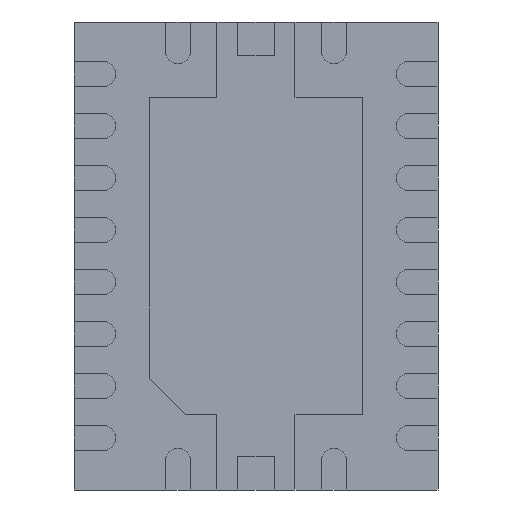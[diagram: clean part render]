
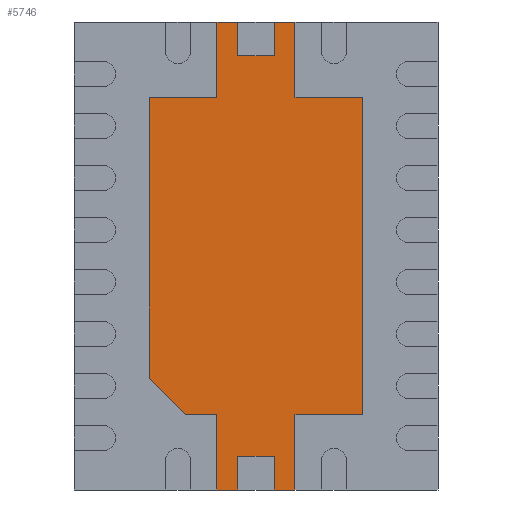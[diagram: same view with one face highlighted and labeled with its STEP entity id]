
A CAD part, front view. The second image highlights one B-rep face of the part: STEP entity #5746.
In plain terms, the highlighted planar face has unit normal (0, -1, 0).
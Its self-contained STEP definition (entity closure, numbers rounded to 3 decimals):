
#4957=DIRECTION('',(1.,0.,0.));
#4958=VECTOR('',#4957,0.35);
#4959=CARTESIAN_POINT('',(-0.175,0.,-1.925));
#4960=LINE('',#4959,#4958);
#4964=DIRECTION('',(0.,0.,1.));
#4965=VECTOR('',#4964,0.325);
#4966=CARTESIAN_POINT('',(0.175,0.,1.925));
#4967=LINE('',#4966,#4965);
#4971=DIRECTION('',(1.,0.,0.));
#4972=VECTOR('',#4971,0.2);
#4973=CARTESIAN_POINT('',(0.175,0.,2.25));
#4974=LINE('',#4973,#4972);
#4978=DIRECTION('',(0.,0.,-1.));
#4979=VECTOR('',#4978,0.725);
#4980=CARTESIAN_POINT('',(0.375,0.,2.25));
#4981=LINE('',#4980,#4979);
#4985=DIRECTION('',(-1.,0.,0.));
#4986=VECTOR('',#4985,0.65);
#4987=CARTESIAN_POINT('',(1.025,0.,1.525));
#4988=LINE('',#4987,#4986);
#4992=DIRECTION('',(0.,0.,1.));
#4993=VECTOR('',#4992,3.05);
#4994=CARTESIAN_POINT('',(1.025,0.,-1.525));
#4995=LINE('',#4994,#4993);
#4999=DIRECTION('',(1.,0.,0.));
#5000=VECTOR('',#4999,0.65);
#5001=CARTESIAN_POINT('',(0.375,0.,-1.525));
#5002=LINE('',#5001,#5000);
#5006=DIRECTION('',(0.,0.,1.));
#5007=VECTOR('',#5006,0.725);
#5008=CARTESIAN_POINT('',(0.375,0.,-2.25));
#5009=LINE('',#5008,#5007);
#5013=DIRECTION('',(1.,0.,0.));
#5014=VECTOR('',#5013,0.2);
#5015=CARTESIAN_POINT('',(0.175,0.,-2.25));
#5016=LINE('',#5015,#5014);
#5020=DIRECTION('',(0.,0.,-1.));
#5021=VECTOR('',#5020,0.325);
#5022=CARTESIAN_POINT('',(0.175,0.,-1.925));
#5023=LINE('',#5022,#5021);
#5027=DIRECTION('',(0.,0.,-1.));
#5028=VECTOR('',#5027,0.325);
#5029=CARTESIAN_POINT('',(-0.175,0.,-1.925));
#5030=LINE('',#5029,#5028);
#5034=DIRECTION('',(-1.,0.,0.));
#5035=VECTOR('',#5034,0.2);
#5036=CARTESIAN_POINT('',(-0.175,0.,-2.25));
#5037=LINE('',#5036,#5035);
#5041=DIRECTION('',(0.,0.,1.));
#5042=VECTOR('',#5041,0.725);
#5043=CARTESIAN_POINT('',(-0.375,0.,-2.25));
#5044=LINE('',#5043,#5042);
#5048=DIRECTION('',(1.,0.,0.));
#5049=VECTOR('',#5048,0.3);
#5050=CARTESIAN_POINT('',(-0.675,0.,-1.525));
#5051=LINE('',#5050,#5049);
#5055=DIRECTION('',(0.707,0.,-0.707));
#5056=VECTOR('',#5055,0.495);
#5057=CARTESIAN_POINT('',(-1.025,0.,-1.175));
#5058=LINE('',#5057,#5056);
#5062=DIRECTION('',(0.,0.,-1.));
#5063=VECTOR('',#5062,2.7);
#5064=CARTESIAN_POINT('',(-1.025,0.,1.525));
#5065=LINE('',#5064,#5063);
#5069=DIRECTION('',(-1.,0.,0.));
#5070=VECTOR('',#5069,0.65);
#5071=CARTESIAN_POINT('',(-0.375,0.,1.525));
#5072=LINE('',#5071,#5070);
#5076=DIRECTION('',(0.,0.,-1.));
#5077=VECTOR('',#5076,0.725);
#5078=CARTESIAN_POINT('',(-0.375,0.,2.25));
#5079=LINE('',#5078,#5077);
#5083=DIRECTION('',(-1.,0.,0.));
#5084=VECTOR('',#5083,0.2);
#5085=CARTESIAN_POINT('',(-0.175,0.,2.25));
#5086=LINE('',#5085,#5084);
#5090=DIRECTION('',(0.,0.,1.));
#5091=VECTOR('',#5090,0.325);
#5092=CARTESIAN_POINT('',(-0.175,0.,1.925));
#5093=LINE('',#5092,#5091);
#5097=DIRECTION('',(-1.,0.,0.));
#5098=VECTOR('',#5097,0.35);
#5099=CARTESIAN_POINT('',(0.175,0.,1.925));
#5100=LINE('',#5099,#5098);
#5582=CARTESIAN_POINT('',(1.025,0.,-1.525));
#5583=CARTESIAN_POINT('',(1.025,0.,1.525));
#5584=VERTEX_POINT('',#5582);
#5585=VERTEX_POINT('',#5583);
#5591=CARTESIAN_POINT('',(-1.025,0.,1.525));
#5593=VERTEX_POINT('',#5591);
#5594=CARTESIAN_POINT('',(-1.025,0.,-1.175));
#5596=VERTEX_POINT('',#5594);
#5598=CARTESIAN_POINT('',(-0.675,0.,-1.525));
#5599=VERTEX_POINT('',#5598);
#5602=CARTESIAN_POINT('',(-0.175,0.,-1.925));
#5603=CARTESIAN_POINT('',(-0.175,0.,-2.25));
#5604=VERTEX_POINT('',#5602);
#5605=VERTEX_POINT('',#5603);
#5606=CARTESIAN_POINT('',(-0.375,0.,-2.25));
#5607=VERTEX_POINT('',#5606);
#5620=CARTESIAN_POINT('',(-0.375,0.,-1.525));
#5621=VERTEX_POINT('',#5620);
#5622=CARTESIAN_POINT('',(0.175,0.,-1.925));
#5623=CARTESIAN_POINT('',(0.175,0.,-2.25));
#5624=VERTEX_POINT('',#5622);
#5625=VERTEX_POINT('',#5623);
#5626=CARTESIAN_POINT('',(0.375,0.,-2.25));
#5627=VERTEX_POINT('',#5626);
#5634=CARTESIAN_POINT('',(0.375,0.,-1.525));
#5635=VERTEX_POINT('',#5634);
#5642=CARTESIAN_POINT('',(-0.175,0.,1.925));
#5643=CARTESIAN_POINT('',(-0.175,0.,2.25));
#5644=VERTEX_POINT('',#5642);
#5645=VERTEX_POINT('',#5643);
#5646=CARTESIAN_POINT('',(-0.375,0.,2.25));
#5647=VERTEX_POINT('',#5646);
#5654=CARTESIAN_POINT('',(-0.375,0.,1.525));
#5655=VERTEX_POINT('',#5654);
#5658=CARTESIAN_POINT('',(0.175,0.,1.925));
#5659=CARTESIAN_POINT('',(0.175,0.,2.25));
#5660=VERTEX_POINT('',#5658);
#5661=VERTEX_POINT('',#5659);
#5662=CARTESIAN_POINT('',(0.375,0.,2.25));
#5663=VERTEX_POINT('',#5662);
#5670=CARTESIAN_POINT('',(0.375,0.,1.525));
#5671=VERTEX_POINT('',#5670);
#5698=CARTESIAN_POINT('',(0.,0.,0.));
#5699=DIRECTION('',(0.,-1.,0.));
#5700=DIRECTION('',(-1.,0.,0.));
#5701=AXIS2_PLACEMENT_3D('',#5698,#5699,#5700);
#5702=PLANE('',#5701);
#5704=ORIENTED_EDGE('',*,*,#5703,.F.);
#5706=ORIENTED_EDGE('',*,*,#5705,.T.);
#5708=ORIENTED_EDGE('',*,*,#5707,.T.);
#5710=ORIENTED_EDGE('',*,*,#5709,.T.);
#5712=ORIENTED_EDGE('',*,*,#5711,.F.);
#5714=ORIENTED_EDGE('',*,*,#5713,.F.);
#5716=ORIENTED_EDGE('',*,*,#5715,.F.);
#5718=ORIENTED_EDGE('',*,*,#5717,.F.);
#5720=ORIENTED_EDGE('',*,*,#5719,.F.);
#5722=ORIENTED_EDGE('',*,*,#5721,.F.);
#5723=ORIENTED_EDGE('',*,*,#5687,.F.);
#5725=ORIENTED_EDGE('',*,*,#5724,.T.);
#5727=ORIENTED_EDGE('',*,*,#5726,.T.);
#5729=ORIENTED_EDGE('',*,*,#5728,.T.);
#5731=ORIENTED_EDGE('',*,*,#5730,.F.);
#5733=ORIENTED_EDGE('',*,*,#5732,.F.);
#5735=ORIENTED_EDGE('',*,*,#5734,.F.);
#5737=ORIENTED_EDGE('',*,*,#5736,.F.);
#5739=ORIENTED_EDGE('',*,*,#5738,.F.);
#5741=ORIENTED_EDGE('',*,*,#5740,.F.);
#5743=ORIENTED_EDGE('',*,*,#5742,.F.);
#5744=EDGE_LOOP('',(#5704,#5706,#5708,#5710,#5712,#5714,#5716,#5718,#5720,#5722,
#5723,#5725,#5727,#5729,#5731,#5733,#5735,#5737,#5739,#5741,#5743));
#5745=FACE_OUTER_BOUND('',#5744,.F.);
#5746=ADVANCED_FACE('',(#5745),#5702,.T.);
#5687=EDGE_CURVE('',#5604,#5624,#4960,.T.);
#5703=EDGE_CURVE('',#5660,#5644,#5100,.T.);
#5705=EDGE_CURVE('',#5660,#5661,#4967,.T.);
#5707=EDGE_CURVE('',#5661,#5663,#4974,.T.);
#5709=EDGE_CURVE('',#5663,#5671,#4981,.T.);
#5711=EDGE_CURVE('',#5585,#5671,#4988,.T.);
#5713=EDGE_CURVE('',#5584,#5585,#4995,.T.);
#5715=EDGE_CURVE('',#5635,#5584,#5002,.T.);
#5717=EDGE_CURVE('',#5627,#5635,#5009,.T.);
#5719=EDGE_CURVE('',#5625,#5627,#5016,.T.);
#5721=EDGE_CURVE('',#5624,#5625,#5023,.T.);
#5724=EDGE_CURVE('',#5604,#5605,#5030,.T.);
#5726=EDGE_CURVE('',#5605,#5607,#5037,.T.);
#5728=EDGE_CURVE('',#5607,#5621,#5044,.T.);
#5730=EDGE_CURVE('',#5599,#5621,#5051,.T.);
#5732=EDGE_CURVE('',#5596,#5599,#5058,.T.);
#5734=EDGE_CURVE('',#5593,#5596,#5065,.T.);
#5736=EDGE_CURVE('',#5655,#5593,#5072,.T.);
#5738=EDGE_CURVE('',#5647,#5655,#5079,.T.);
#5740=EDGE_CURVE('',#5645,#5647,#5086,.T.);
#5742=EDGE_CURVE('',#5644,#5645,#5093,.T.);
